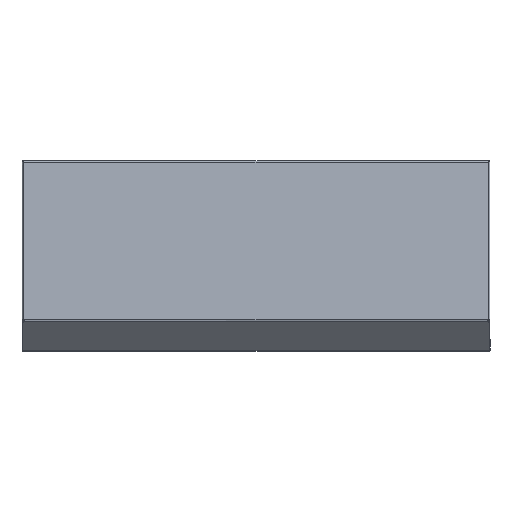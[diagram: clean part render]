
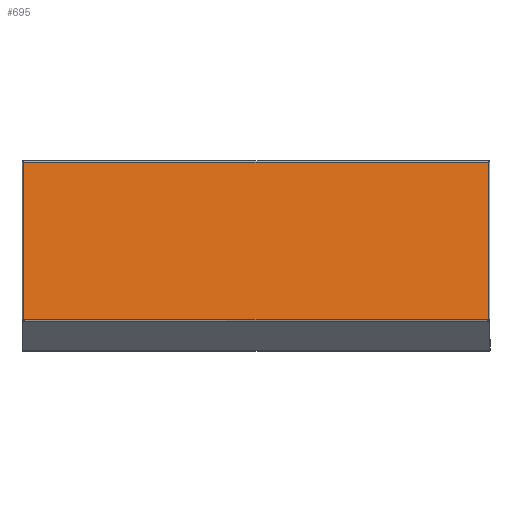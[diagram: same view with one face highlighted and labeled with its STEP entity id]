
A CAD part, top view. The second image highlights one B-rep face of the part: STEP entity #695.
In plain terms, the highlighted planar face has unit normal (0, 0.104, 0.995).
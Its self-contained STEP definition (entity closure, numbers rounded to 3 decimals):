
#695=ADVANCED_FACE('',(#1235),#985,.T.);
#985=PLANE('',#5893);
#1235=FACE_OUTER_BOUND('',#1514,.T.);
#1514=EDGE_LOOP('',(#1819,#1820,#1821,#1822));
#1819=ORIENTED_EDGE('',*,*,#3941,.F.);
#1820=ORIENTED_EDGE('',*,*,#3942,.T.);
#1821=ORIENTED_EDGE('',*,*,#3943,.F.);
#1822=ORIENTED_EDGE('',*,*,#3944,.T.);
#3421=VERTEX_POINT('',#7870);
#3422=VERTEX_POINT('',#7871);
#3423=VERTEX_POINT('',#7873);
#3424=VERTEX_POINT('',#7875);
#3941=EDGE_CURVE('',#3421,#3422,#4742,.T.);
#3942=EDGE_CURVE('',#3421,#3423,#4743,.T.);
#3943=EDGE_CURVE('',#3424,#3423,#4744,.T.);
#3944=EDGE_CURVE('',#3424,#3422,#4745,.T.);
#4742=LINE('',#7869,#5317);
#4743=LINE('',#7872,#5318);
#4744=LINE('',#7874,#5319);
#4745=LINE('',#7876,#5320);
#5317=VECTOR('',#6361,1.);
#5318=VECTOR('',#6362,1.);
#5319=VECTOR('',#6363,1.);
#5320=VECTOR('',#6364,1.);
#5893=AXIS2_PLACEMENT_3D('',#7877,#6365,#6366);
#6361=DIRECTION('',(-1.,0.,0.));
#6362=DIRECTION('',(0.,0.995,-0.105));
#6363=DIRECTION('',(1.,0.,0.));
#6364=DIRECTION('',(0.,-0.995,0.105));
#6365=DIRECTION('',(0.,0.105,0.995));
#6366=DIRECTION('',(0.,-0.995,0.105));
#7869=CARTESIAN_POINT('',(-7497.44,-107.784,51.672));
#7870=CARTESIAN_POINT('',(396.8,-107.784,51.672));
#7871=CARTESIAN_POINT('',(-396.8,-107.784,51.672));
#7872=CARTESIAN_POINT('',(396.8,163.175,23.193));
#7873=CARTESIAN_POINT('',(396.8,161.384,23.382));
#7874=CARTESIAN_POINT('',(-7497.44,161.384,23.382));
#7875=CARTESIAN_POINT('',(-396.8,161.384,23.382));
#7876=CARTESIAN_POINT('',(-396.8,163.175,23.193));
#7877=CARTESIAN_POINT('',(-7497.44,163.175,23.193));
